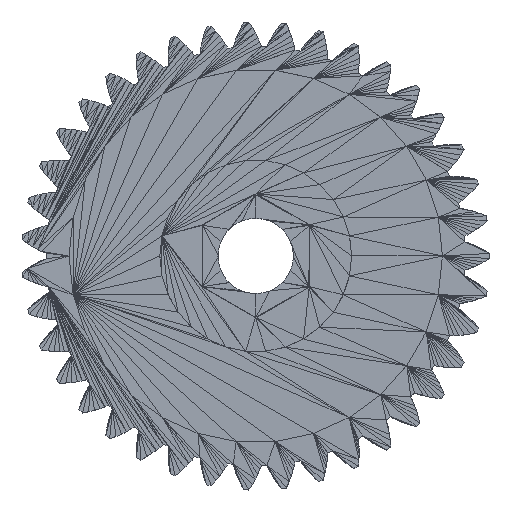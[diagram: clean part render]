
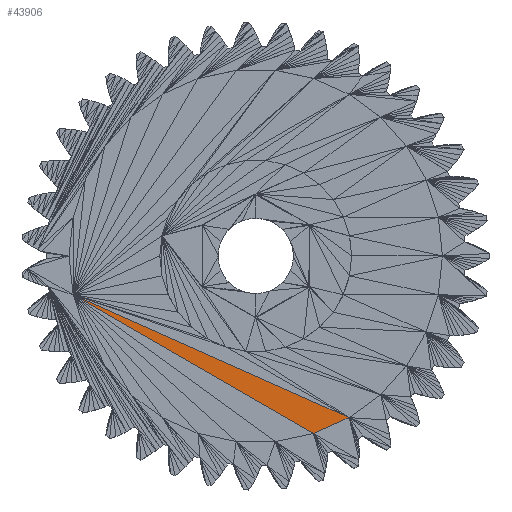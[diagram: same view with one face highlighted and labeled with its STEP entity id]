
A CAD part, top view. The second image highlights one B-rep face of the part: STEP entity #43906.
In plain terms, the highlighted planar face has unit normal (0, 0, 1).
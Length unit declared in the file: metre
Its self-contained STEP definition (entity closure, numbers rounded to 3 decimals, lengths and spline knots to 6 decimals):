
#3059 = PLANE ( 'NONE',  #28622 ) ;
#3060 = CARTESIAN_POINT ( 'NONE',  ( 62.007501, 39.976841, 3.81168 ) ) ;
#3061 = DIRECTION ( 'NONE',  ( 0., 0., -1. ) ) ;
#3062 = DIRECTION ( 'NONE',  ( -1., 0., 0. ) ) ;
#3338 = FACE_OUTER_BOUND ( 'NONE', #39674, .T. ) ;
#6827 = CARTESIAN_POINT ( 'NONE',  ( 61.976166, 39.994933, 3.81168 ) ) ;
#6953 = CARTESIAN_POINT ( 'NONE',  ( 62.01215, 39.978911, 3.81168 ) ) ;
#7023 = CARTESIAN_POINT ( 'NONE',  ( 62.007501, 39.976841, 3.81168 ) ) ;
#13048 = VECTOR ( 'NONE', #19342, 1. ) ;
#13059 = VECTOR ( 'NONE', #19328, 1. ) ;
#13103 = VECTOR ( 'NONE', #19266, 1. ) ;
#16693 = LINE ( 'NONE', #19265, #13103 ) ;
#16724 = LINE ( 'NONE', #19327, #13059 ) ;
#16731 = LINE ( 'NONE', #19341, #13048 ) ;
#19265 = CARTESIAN_POINT ( 'NONE',  ( 61.976166, 39.994933, 3.81168 ) ) ;
#19266 = DIRECTION ( 'NONE',  ( 0.866, -0.5, 0. ) ) ;
#19327 = CARTESIAN_POINT ( 'NONE',  ( 62.01215, 39.978911, 3.81168 ) ) ;
#19328 = DIRECTION ( 'NONE',  ( -0.914, 0.407, 0. ) ) ;
#19341 = CARTESIAN_POINT ( 'NONE',  ( 62.01215, 39.978911, 3.81168 ) ) ;
#19342 = DIRECTION ( 'NONE',  ( -0.914, -0.407, 0. ) ) ;
#28622 = AXIS2_PLACEMENT_3D ( 'NONE', #3060, #3061, #3062 ) ;
#35675 = ORIENTED_EDGE ( 'NONE', *, *, #36245, .T. ) ;
#35676 = ORIENTED_EDGE ( 'NONE', *, *, #36283, .F. ) ;
#35677 = ORIENTED_EDGE ( 'NONE', *, *, #36276, .T. ) ;
#36245 = EDGE_CURVE ( 'NONE', #44739, #44935, #16693, .T. ) ;
#36276 = EDGE_CURVE ( 'NONE', #44865, #44739, #16724, .T. ) ;
#36283 = EDGE_CURVE ( 'NONE', #44865, #44935, #16731, .T. ) ;
#39674 = EDGE_LOOP ( 'NONE', ( #35676, #35677, #35675 ) ) ;
#43906 = ADVANCED_FACE ( 'NONE', ( #3338 ), #3059, .F. ) ;
#44739 = VERTEX_POINT ( 'NONE', #6827 ) ;
#44865 = VERTEX_POINT ( 'NONE', #6953 ) ;
#44935 = VERTEX_POINT ( 'NONE', #7023 ) ;
